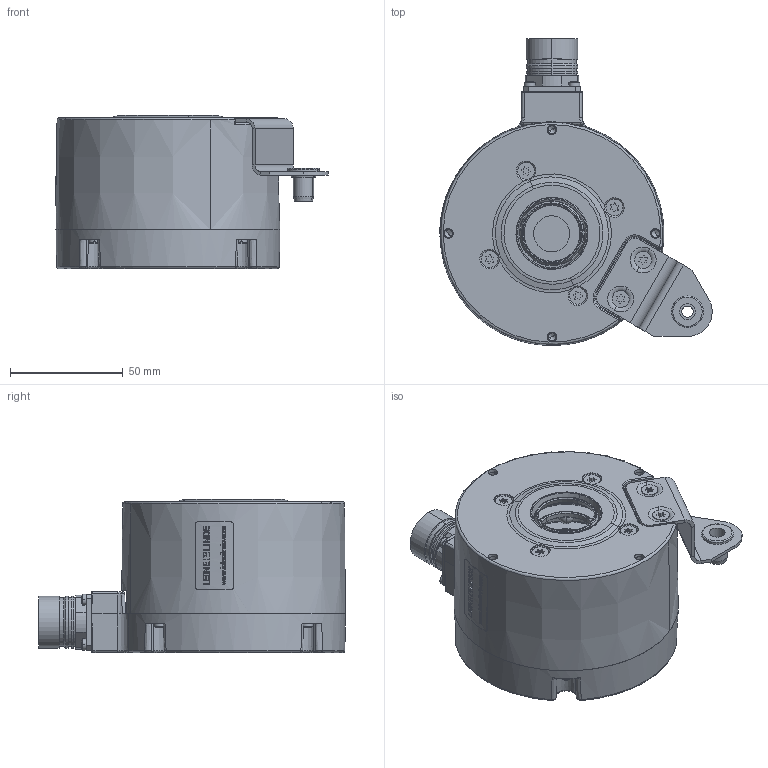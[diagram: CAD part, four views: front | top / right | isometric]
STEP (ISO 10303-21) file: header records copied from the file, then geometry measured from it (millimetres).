
FILE_DESCRIPTION((''),'2;1');
FILE_NAME('730268','2010-11-30T',('se2802'),(''),'PRO/ENGINEER BY PARAMETRIC TECHNOLOGY CORPORATION, 2010180','PRO/ENGINEER BY PARAMETRIC TECHNOLOGY CORPORATION, 2010180','');
FILE_SCHEMA(('CONFIG_CONTROL_DESIGN'));
Length unit declared in the file: millimetre
Products named in the file (1): 730268
Bounding box: 121.03 x 136.33 x 68 mm (x, y, z)
Volume: 266785.1 mm3; surface area: 114839.8 mm2
Topology: 35 solids, 35 shells, 2016 faces, 5159 edges, 3222 vertices
Faces by surface type: plane 622, cylinder 512, extrusion 324, cone 201, torus 143, bspline 112, sphere 102
Entity records: 97344 total; most frequent: CARTESIAN_POINT 51336, ORIENTED_EDGE 10066, DIRECTION 8512, EDGE_CURVE 5033, VERTEX_POINT 3222, AXIS2_PLACEMENT_3D 3142, VECTOR 2228, EDGE_LOOP 2205
